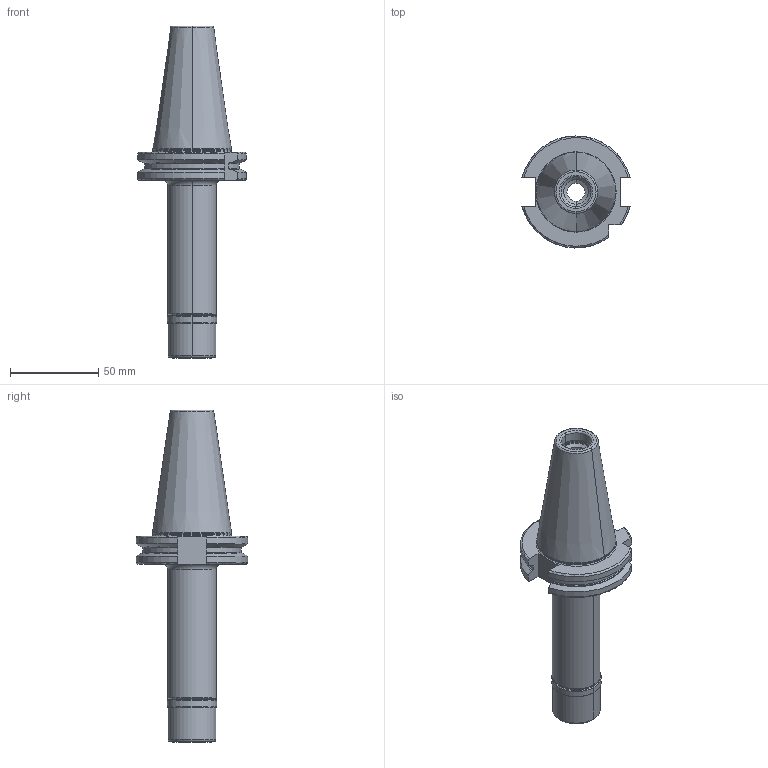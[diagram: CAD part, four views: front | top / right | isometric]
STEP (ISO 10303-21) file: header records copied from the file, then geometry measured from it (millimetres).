
FILE_DESCRIPTION((''),'2;1');
FILE_NAME('402_03_10_2','2020-12-02T',('104091'),(''),'CREO PARAMETRIC BY PTC INC, 2016260','CREO PARAMETRIC BY PTC INC, 2016260','');
FILE_SCHEMA(('CONFIG_CONTROL_DESIGN'));
Length unit declared in the file: millimetre
Products named in the file (1): 402_03_10_2
Bounding box: 61.48 x 63.54 x 188.4 mm (x, y, z)
Volume: 146674.2 mm3; surface area: 35407.1 mm2
Topology: 1 solids, 2 shells, 162 faces, 369 edges, 219 vertices
Faces by surface type: torus 50, cylinder 47, cone 38, plane 27
Entity records: 4795 total; most frequent: CARTESIAN_POINT 1023, DIRECTION 867, ORIENTED_EDGE 732, AXIS2_PLACEMENT_3D 372, EDGE_CURVE 366, VERTEX_POINT 217, CIRCLE 207, EDGE_LOOP 175
